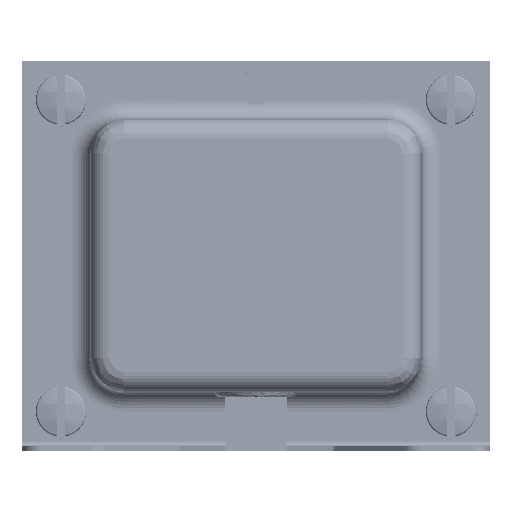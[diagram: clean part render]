
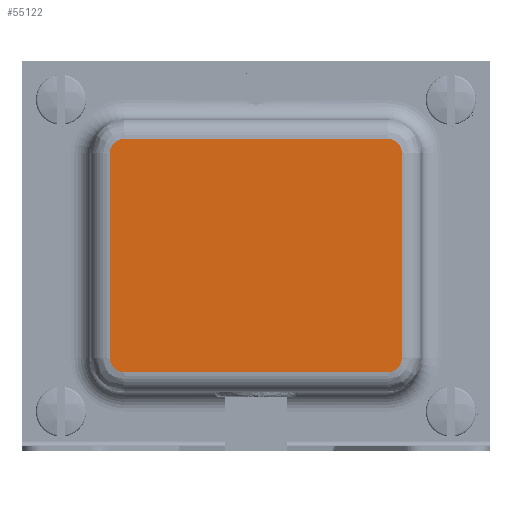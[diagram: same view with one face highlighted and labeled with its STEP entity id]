
A CAD part, top view. The second image highlights one B-rep face of the part: STEP entity #55122.
In plain terms, the highlighted planar face has unit normal (0, 0, 1).
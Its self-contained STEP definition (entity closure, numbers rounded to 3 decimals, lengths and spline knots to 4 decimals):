
#3915=PLANE('',#59921);
#6896=FACE_OUTER_BOUND('',#10546,.T.);
#10546=EDGE_LOOP('',(#50795,#50796,#50797,#50798,#50799,#50800,#50801,#50802));
#15595=LINE('',#132762,#20661);
#15596=LINE('',#132778,#20662);
#15597=LINE('',#132795,#20663);
#15599=LINE('',#132815,#20665);
#20661=VECTOR('',#74074,0.3937);
#20662=VECTOR('',#74083,0.3937);
#20663=VECTOR('',#74092,0.3937);
#20665=VECTOR('',#74104,0.3937);
#22364=CIRCLE('',#59907,0.0924);
#22367=CIRCLE('',#59911,0.0924);
#22370=CIRCLE('',#59915,0.0924);
#22373=CIRCLE('',#59919,0.0924);
#27502=VERTEX_POINT('',#132758);
#27503=VERTEX_POINT('',#132760);
#27504=VERTEX_POINT('',#132772);
#27505=VERTEX_POINT('',#132776);
#27506=VERTEX_POINT('',#132788);
#27508=VERTEX_POINT('',#132793);
#27510=VERTEX_POINT('',#132807);
#27512=VERTEX_POINT('',#132813);
#35273=EDGE_CURVE('',#27503,#27502,#15595,.T.);
#35275=EDGE_CURVE('',#27504,#27503,#22364,.T.);
#35277=EDGE_CURVE('',#27505,#27504,#15596,.T.);
#35279=EDGE_CURVE('',#27506,#27505,#22367,.T.);
#35281=EDGE_CURVE('',#27508,#27506,#15597,.T.);
#35284=EDGE_CURVE('',#27510,#27508,#22370,.T.);
#35287=EDGE_CURVE('',#27512,#27510,#15599,.T.);
#35289=EDGE_CURVE('',#27502,#27512,#22373,.T.);
#50795=ORIENTED_EDGE('',*,*,#35273,.F.);
#50796=ORIENTED_EDGE('',*,*,#35275,.F.);
#50797=ORIENTED_EDGE('',*,*,#35277,.F.);
#50798=ORIENTED_EDGE('',*,*,#35279,.F.);
#50799=ORIENTED_EDGE('',*,*,#35281,.F.);
#50800=ORIENTED_EDGE('',*,*,#35284,.F.);
#50801=ORIENTED_EDGE('',*,*,#35287,.F.);
#50802=ORIENTED_EDGE('',*,*,#35289,.F.);
#55122=ADVANCED_FACE('',(#6896),#3915,.T.);
#59907=AXIS2_PLACEMENT_3D('',#132774,#74077,#74078);
#59911=AXIS2_PLACEMENT_3D('',#132790,#74086,#74087);
#59915=AXIS2_PLACEMENT_3D('',#132809,#74096,#74097);
#59919=AXIS2_PLACEMENT_3D('',#132826,#74106,#74107);
#59921=AXIS2_PLACEMENT_3D('',#132828,#74110,#74111);
#74074=DIRECTION('',(0.,1.,0.));
#74077=DIRECTION('center_axis',(0.,0.,
-1.));
#74078=DIRECTION('ref_axis',(-0.707,-0.707,0.));
#74083=DIRECTION('',(-1.,0.,0.));
#74086=DIRECTION('center_axis',(0.,0.,
-1.));
#74087=DIRECTION('ref_axis',(0.707,-0.707,0.));
#74092=DIRECTION('',(0.,-1.,0.));
#74096=DIRECTION('center_axis',(0.,0.,
-1.));
#74097=DIRECTION('ref_axis',(0.707,0.707,0.));
#74104=DIRECTION('',(1.,0.,0.));
#74106=DIRECTION('center_axis',(0.,0.,
-1.));
#74107=DIRECTION('ref_axis',(-0.707,0.707,0.));
#74110=DIRECTION('center_axis',(0.,0.,
1.));
#74111=DIRECTION('ref_axis',(1.,0.,0.));
#132758=CARTESIAN_POINT('',(-1.3917,0.4402,-1.8849));
#132760=CARTESIAN_POINT('',(-1.3917,-0.8723,-1.8849));
#132762=CARTESIAN_POINT('',(-1.3917,0.1121,-1.8849));
#132772=CARTESIAN_POINT('',(-1.2993,-0.9647,-1.8849));
#132774=CARTESIAN_POINT('Origin',(-1.2993,-0.8723,-1.8849));
#132776=CARTESIAN_POINT('',(0.3882,-0.9647,-1.8849));
#132778=CARTESIAN_POINT('',(-0.8774,-0.9647,-1.8849));
#132788=CARTESIAN_POINT('',(0.4806,-0.8723,-1.8849));
#132790=CARTESIAN_POINT('Origin',(0.3882,-0.8723,
-1.8849));
#132793=CARTESIAN_POINT('',(0.4806,0.4402,-1.8849));
#132795=CARTESIAN_POINT('',(0.4806,-0.5442,-1.8849));
#132807=CARTESIAN_POINT('',(0.3882,0.5326,-1.8849));
#132809=CARTESIAN_POINT('Origin',(0.3882,0.4402,-1.8849));
#132813=CARTESIAN_POINT('',(-1.2993,0.5326,-1.8849));
#132815=CARTESIAN_POINT('',(-0.0337,0.5326,-1.8849));
#132826=CARTESIAN_POINT('Origin',(-1.2993,0.4402,-1.8849));
#132828=CARTESIAN_POINT('Origin',(-0.4556,-0.216,
-1.8849));
